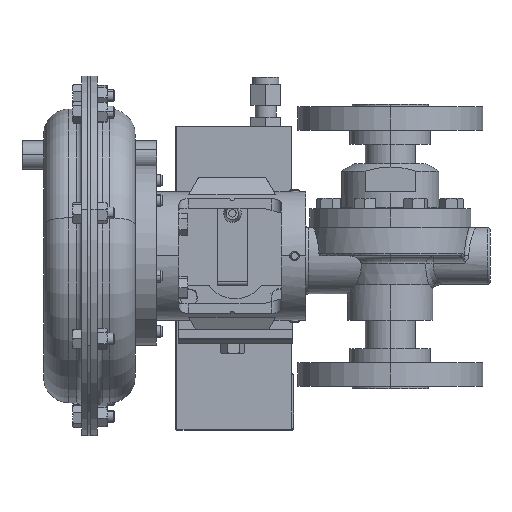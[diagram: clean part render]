
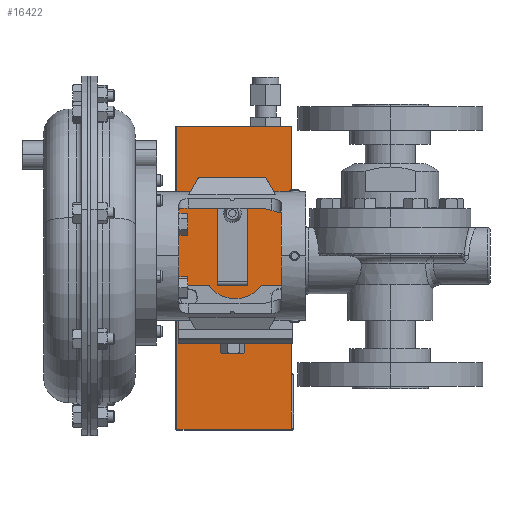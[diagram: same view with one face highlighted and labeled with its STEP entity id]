
A CAD part, left-side view. The second image highlights one B-rep face of the part: STEP entity #16422.
In plain terms, the highlighted planar face has unit normal (-1, 0, 0).
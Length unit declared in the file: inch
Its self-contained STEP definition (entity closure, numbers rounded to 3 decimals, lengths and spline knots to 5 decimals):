
#56 = LINE ( 'NONE', #7107, #13221 ) ;
#104 = AXIS2_PLACEMENT_3D ( 'NONE', #23827, #8783, #26388 ) ;
#1967 = VERTEX_POINT ( 'NONE', #29050 ) ;
#1992 = VECTOR ( 'NONE', #30394, 39.37008 ) ;
#2042 = EDGE_CURVE ( 'NONE', #1967, #9122, #21700, .T. ) ;
#3476 = ORIENTED_EDGE ( 'NONE', *, *, #10788, .F. ) ;
#3651 = CARTESIAN_POINT ( 'NONE',  ( 5.60902, 5.45431, 1.79993 ) ) ;
#3677 = DIRECTION ( 'NONE',  ( 0., 0., -1. ) ) ;
#4171 = CARTESIAN_POINT ( 'NONE',  ( 5.60902, 8.4655, 0.29993 ) ) ;
#4199 = AXIS2_PLACEMENT_3D ( 'NONE', #21448, #6419, #23973 ) ;
#5131 = LINE ( 'NONE', #21161, #18404 ) ;
#6053 = ORIENTED_EDGE ( 'NONE', *, *, #13723, .T. ) ;
#6419 = DIRECTION ( 'NONE',  ( -1., 0., 0. ) ) ;
#7107 = CARTESIAN_POINT ( 'NONE',  ( 5.60902, 8.4655, 8.29993 ) ) ;
#7182 = ORIENTED_EDGE ( 'NONE', *, *, #18142, .F. ) ;
#7516 = EDGE_LOOP ( 'NONE', ( #15968, #14109, #3476, #7182, #6053 ) ) ;
#7867 = AXIS2_PLACEMENT_3D ( 'NONE', #18374, #8409, #25995 ) ;
#8409 = DIRECTION ( 'NONE',  ( -1., 0., 0. ) ) ;
#8503 = DIRECTION ( 'NONE',  ( 0., -1., 0. ) ) ;
#8783 = DIRECTION ( 'NONE',  ( -1., 0., 0. ) ) ;
#9122 = VERTEX_POINT ( 'NONE', #32148 ) ;
#10386 = CARTESIAN_POINT ( 'NONE',  ( 5.60902, 5.45431, 8.29993 ) ) ;
#10788 = EDGE_CURVE ( 'NONE', #29696, #28739, #5131, .T. ) ;
#11737 = FACE_BOUND ( 'NONE', #18037, .T. ) ;
#11839 = EDGE_CURVE ( 'NONE', #18191, #14554, #13241, .T. ) ;
#11996 = CIRCLE ( 'NONE', #104, 0.19685 ) ;
#12077 = EDGE_CURVE ( 'NONE', #9122, #28739, #14434, .T. ) ;
#12828 = CARTESIAN_POINT ( 'NONE',  ( 5.60902, 5.45431, 1.79993 ) ) ;
#12856 = EDGE_CURVE ( 'NONE', #14554, #18191, #11996, .T. ) ;
#13221 = VECTOR ( 'NONE', #19615, 39.37008 ) ;
#13241 = CIRCLE ( 'NONE', #4199, 0.19685 ) ;
#13404 = LINE ( 'NONE', #4171, #26818 ) ;
#13723 = EDGE_CURVE ( 'NONE', #23767, #1967, #13404, .T. ) ;
#14109 = ORIENTED_EDGE ( 'NONE', *, *, #12077, .T. ) ;
#14434 = LINE ( 'NONE', #12828, #1992 ) ;
#14554 = VERTEX_POINT ( 'NONE', #21366 ) ;
#14772 = ORIENTED_EDGE ( 'NONE', *, *, #11839, .F. ) ;
#15857 = PLANE ( 'NONE',  #7867 ) ;
#15968 = ORIENTED_EDGE ( 'NONE', *, *, #2042, .T. ) ;
#16422 = ADVANCED_FACE ( 'NONE', ( #30992, #11737 ), #15857, .T. ) ;
#17289 = CARTESIAN_POINT ( 'NONE',  ( 5.60902, 7.19454, 4.63851 ) ) ;
#17435 = ORIENTED_EDGE ( 'NONE', *, *, #12856, .F. ) ;
#18037 = EDGE_LOOP ( 'NONE', ( #14772, #17435 ) ) ;
#18142 = EDGE_CURVE ( 'NONE', #23767, #29696, #56, .T. ) ;
#18191 = VERTEX_POINT ( 'NONE', #17289 ) ;
#18374 = CARTESIAN_POINT ( 'NONE',  ( 5.60902, 8.49675, 0.29993 ) ) ;
#18404 = VECTOR ( 'NONE', #3677, 39.37008 ) ;
#19615 = DIRECTION ( 'NONE',  ( 0., -1., 0. ) ) ;
#21161 = CARTESIAN_POINT ( 'NONE',  ( 5.60902, 5.45431, 2.04993 ) ) ;
#21366 = CARTESIAN_POINT ( 'NONE',  ( 5.60902, 6.80084, 4.63851 ) ) ;
#21448 = CARTESIAN_POINT ( 'NONE',  ( 5.60902, 6.99769, 4.63851 ) ) ;
#21663 = DIRECTION ( 'NONE',  ( 0., 0., -1. ) ) ;
#21700 = LINE ( 'NONE', #26095, #21952 ) ;
#21952 = VECTOR ( 'NONE', #8503, 39.37008 ) ;
#23767 = VERTEX_POINT ( 'NONE', #26402 ) ;
#23827 = CARTESIAN_POINT ( 'NONE',  ( 5.60902, 6.99769, 4.63851 ) ) ;
#23973 = DIRECTION ( 'NONE',  ( 0., -1., 0. ) ) ;
#25995 = DIRECTION ( 'NONE',  ( 0., -1., 0. ) ) ;
#26095 = CARTESIAN_POINT ( 'NONE',  ( 5.60902, 4.16675, 0.33118 ) ) ;
#26388 = DIRECTION ( 'NONE',  ( 0., -1., 0. ) ) ;
#26402 = CARTESIAN_POINT ( 'NONE',  ( 5.60902, 8.4655, 8.29993 ) ) ;
#26818 = VECTOR ( 'NONE', #21663, 39.37008 ) ;
#28739 = VERTEX_POINT ( 'NONE', #3651 ) ;
#29050 = CARTESIAN_POINT ( 'NONE',  ( 5.60902, 8.4655, 0.33118 ) ) ;
#29696 = VERTEX_POINT ( 'NONE', #10386 ) ;
#30394 = DIRECTION ( 'NONE',  ( 0., 0., 1. ) ) ;
#30992 = FACE_OUTER_BOUND ( 'NONE', #7516, .T. ) ;
#32148 = CARTESIAN_POINT ( 'NONE',  ( 5.60902, 5.45431, 0.33118 ) ) ;
